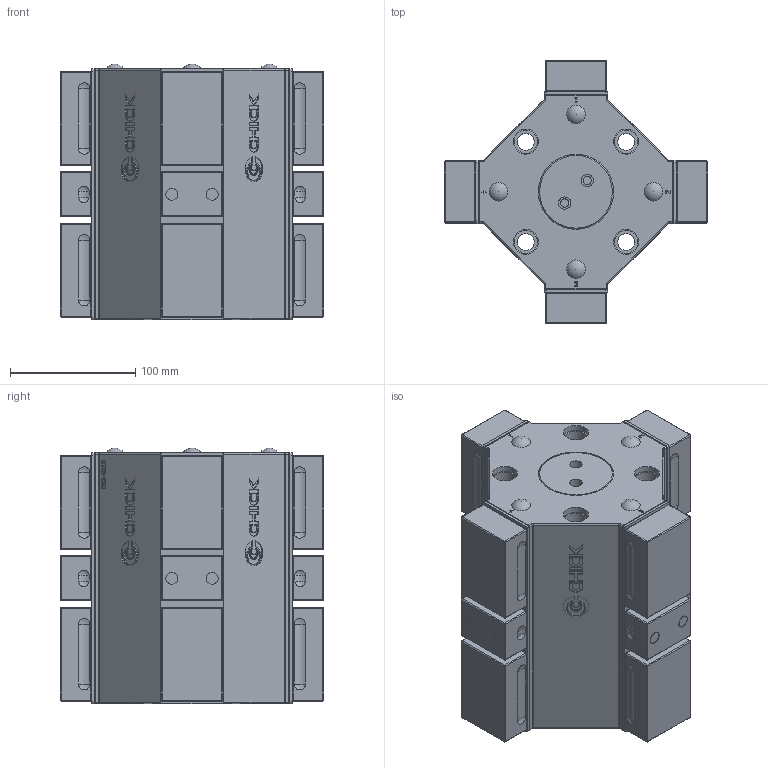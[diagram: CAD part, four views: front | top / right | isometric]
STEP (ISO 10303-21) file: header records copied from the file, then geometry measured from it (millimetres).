
FILE_DESCRIPTION((''),'2;1');
FILE_NAME('082-4200.stp','2015-03-12T09:37:14',('Dayne Stauffer'),(''),'Autodesk Inventor 2013','Autodesk Inventor 2013','');
FILE_SCHEMA(('AUTOMOTIVE_DESIGN { 1 0 10303 214 1 1 1 1 }'));
Length unit declared in the file: millimetre
Products named in the file (6): 082-4200; 082-4210; 080-0313-21; 080-2500; 080-2551; 080-2511
Assembly tree (12 placements, depth 3):
  082-4200
    082-4210
    080-0313-21  x4
    080-2500  x4
      080-2551
      080-2511
Bounding box: 210 x 210 x 204 mm (x, y, z)
Volume: 3853321.7 mm3; surface area: 481778.9 mm2
Topology: 17 solids, 41 shells, 2068 faces, 4968 edges, 3111 vertices
Faces by surface type: plane 827, cylinder 495, bspline 445, sphere 164, torus 96, cone 41
Full cylindrical faces by diameter (mm): 4.134 x24, 5.2 x8, 6.647 x2, 9.14 x8, 9.65 x16, 9.8 x2, 10 x32, 10.106 x8, 12.7 x24, 13.5 x5, 14 x24, 18.09 x4, 18.5 x4, 20 x4, 49.9 x1, 59.98 x1
Entity records: 33148 total; most frequent: CARTESIAN_POINT 8156, ORIENTED_EDGE 4782, DIRECTION 4612, EDGE_CURVE 2391, VERTEX_POINT 1649, AXIS2_PLACEMENT_3D 1619, EDGE_LOOP 1506, VECTOR 1374
